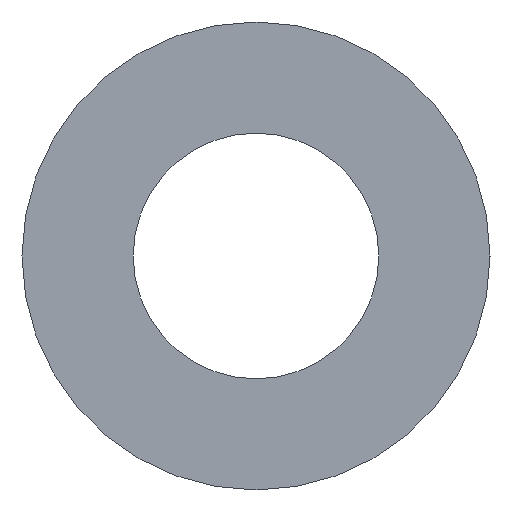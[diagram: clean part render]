
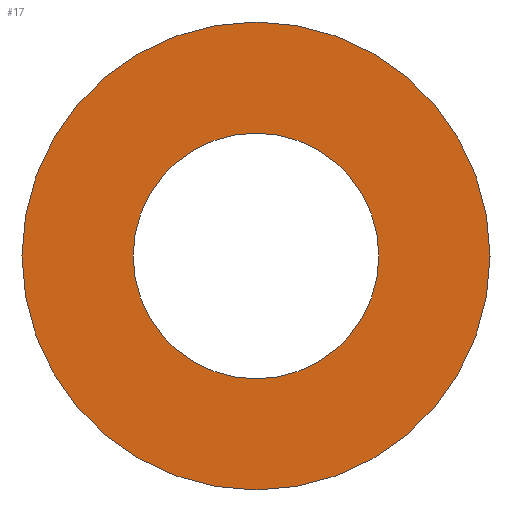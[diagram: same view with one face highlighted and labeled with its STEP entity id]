
A CAD part, left-side view. The second image highlights one B-rep face of the part: STEP entity #17.
In plain terms, the highlighted planar face has unit normal (-1, 0, 0).
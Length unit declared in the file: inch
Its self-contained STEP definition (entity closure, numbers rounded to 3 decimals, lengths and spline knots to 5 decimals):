
#13 = AXIS2_PLACEMENT_3D ( 'NONE', #211, #174, #235 ) ;
#17 = ADVANCED_FACE ( 'NONE', ( #57, #252 ), #153, .F. ) ;
#18 = DIRECTION ( 'NONE',  ( -1., 0., 0. ) ) ;
#29 = CARTESIAN_POINT ( 'NONE',  ( -1., 0., 0.1875 ) ) ;
#39 = AXIS2_PLACEMENT_3D ( 'NONE', #200, #62, #48 ) ;
#41 = CARTESIAN_POINT ( 'NONE',  ( -1., 0., 0. ) ) ;
#48 = DIRECTION ( 'NONE',  ( 0., 0., 1. ) ) ;
#49 = EDGE_CURVE ( 'NONE', #171, #92, #140, .T. ) ;
#53 = VERTEX_POINT ( 'NONE', #122 ) ;
#55 = CARTESIAN_POINT ( 'NONE',  ( -1., 0., 0.09843 ) ) ;
#57 = FACE_BOUND ( 'NONE', #175, .T. ) ;
#58 = CIRCLE ( 'NONE', #93, 0.1875 ) ;
#62 = DIRECTION ( 'NONE',  ( -1., 0., 0. ) ) ;
#68 = EDGE_CURVE ( 'NONE', #92, #171, #201, .T. ) ;
#70 = AXIS2_PLACEMENT_3D ( 'NONE', #41, #18, #137 ) ;
#77 = DIRECTION ( 'NONE',  ( 1., 0., 0. ) ) ;
#78 = ORIENTED_EDGE ( 'NONE', *, *, #158, .T. ) ;
#80 = CARTESIAN_POINT ( 'NONE',  ( -1., 0.1875, 0. ) ) ;
#88 = ORIENTED_EDGE ( 'NONE', *, *, #68, .F. ) ;
#92 = VERTEX_POINT ( 'NONE', #55 ) ;
#93 = AXIS2_PLACEMENT_3D ( 'NONE', #147, #161, #180 ) ;
#104 = DIRECTION ( 'NONE',  ( 0., 0., -1. ) ) ;
#122 = CARTESIAN_POINT ( 'NONE',  ( -1., 0., -0.1875 ) ) ;
#137 = DIRECTION ( 'NONE',  ( 0., 0., 1. ) ) ;
#140 = CIRCLE ( 'NONE', #70, 0.09843 ) ;
#147 = CARTESIAN_POINT ( 'NONE',  ( -1., 0., 0. ) ) ;
#150 = CIRCLE ( 'NONE', #39, 0.1875 ) ;
#153 = PLANE ( 'NONE',  #217 ) ;
#158 = EDGE_CURVE ( 'NONE', #53, #232, #58, .T. ) ;
#161 = DIRECTION ( 'NONE',  ( -1., 0., 0. ) ) ;
#171 = VERTEX_POINT ( 'NONE', #199 ) ;
#174 = DIRECTION ( 'NONE',  ( -1., 0., 0. ) ) ;
#175 = EDGE_LOOP ( 'NONE', ( #88, #190 ) ) ;
#180 = DIRECTION ( 'NONE',  ( 0., 0., 1. ) ) ;
#190 = ORIENTED_EDGE ( 'NONE', *, *, #49, .F. ) ;
#199 = CARTESIAN_POINT ( 'NONE',  ( -1., 0., -0.09843 ) ) ;
#200 = CARTESIAN_POINT ( 'NONE',  ( -1., 0., 0. ) ) ;
#201 = CIRCLE ( 'NONE', #13, 0.09843 ) ;
#205 = EDGE_CURVE ( 'NONE', #232, #53, #150, .T. ) ;
#211 = CARTESIAN_POINT ( 'NONE',  ( -1., 0., 0. ) ) ;
#217 = AXIS2_PLACEMENT_3D ( 'NONE', #80, #77, #104 ) ;
#226 = ORIENTED_EDGE ( 'NONE', *, *, #205, .T. ) ;
#232 = VERTEX_POINT ( 'NONE', #29 ) ;
#235 = DIRECTION ( 'NONE',  ( 0., 0., 1. ) ) ;
#244 = EDGE_LOOP ( 'NONE', ( #226, #78 ) ) ;
#252 = FACE_OUTER_BOUND ( 'NONE', #244, .T. ) ;
